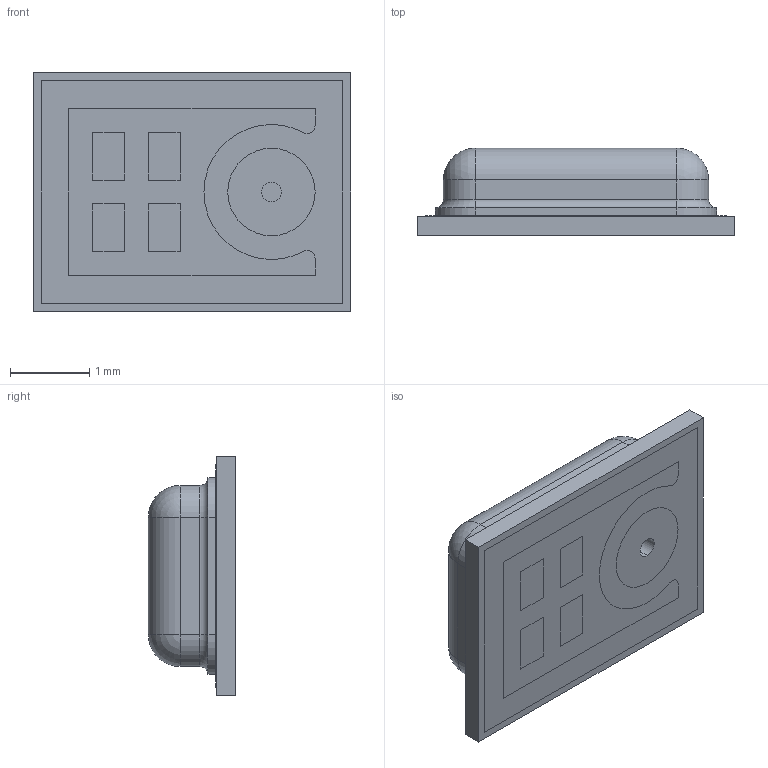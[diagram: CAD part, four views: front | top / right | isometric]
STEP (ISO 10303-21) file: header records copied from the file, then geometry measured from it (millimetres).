
FILE_DESCRIPTION (( 'STEP AP214' ), '1' );
FILE_NAME ('INMP621.STEP', '2018-05-07T13:13:41', ( '' ), ( '' ), 'SwSTEP 2.0', 'SolidWorks 2017', '' );
FILE_SCHEMA (( 'AUTOMOTIVE_DESIGN' ));
Length unit declared in the file: millimetre
Products named in the file (1): INMP621
Bounding box: 4 x 1.1 x 3 mm (x, y, z)
Volume: 9.1 mm3; surface area: 75.4 mm2
Topology: 7 solids, 7 shells, 137 faces, 318 edges, 200 vertices
Faces by surface type: plane 89, cylinder 40, sphere 4, torus 4
Entity records: 3924 total; most frequent: DIRECTION 670, CARTESIAN_POINT 652, ORIENTED_EDGE 628, EDGE_CURVE 314, VECTOR 234, LINE 234, AXIS2_PLACEMENT_3D 218, VERTEX_POINT 200
